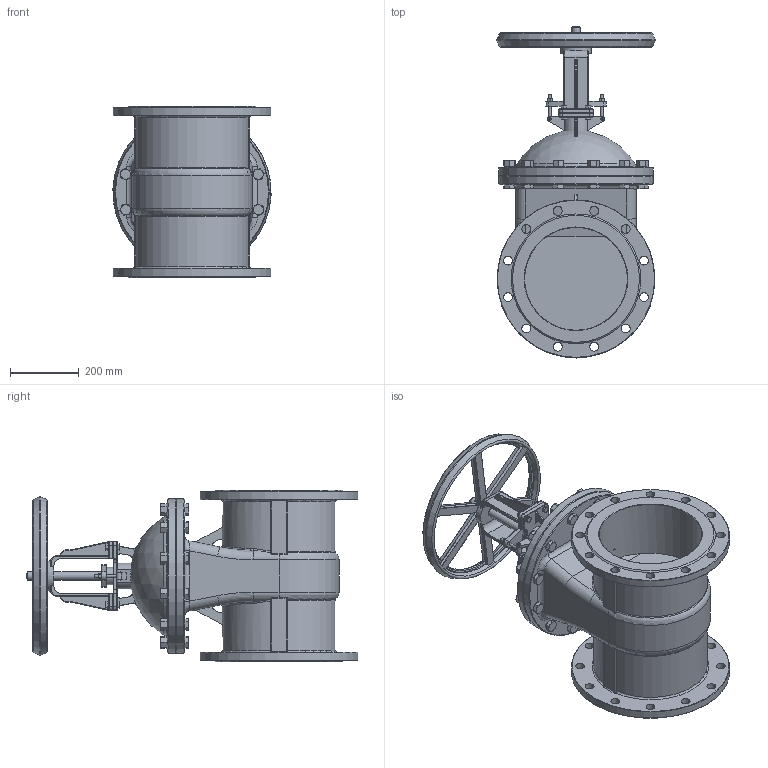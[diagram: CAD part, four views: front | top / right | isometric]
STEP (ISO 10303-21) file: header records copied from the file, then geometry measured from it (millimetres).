
FILE_DESCRIPTION(/* description */ (''),/* implementation_level */ '2;1');
FILE_NAME(/* name */ 'DN300_3D_STEP.stp',/* time_stamp */ '2024-02-08T21:05:08+03:00',/* author */ ('igorr'),/* organization */ (''),/* preprocessor_version */ 'ST-DEVELOPER v19.2',/* originating_system */ 'Autodesk Inventor 2023',/* authorisation */ '');
FILE_SCHEMA (('AUTOMOTIVE_DESIGN { 1 0 10303 214 3 1 1 }'));
Length unit declared in the file: millimetre
Products named in the file (8): Сборка; Деталь1; Деталь2; AS 1110 - M10 x 35; ANSI B18.2.4.2M - M10x1,5; ANSI B18.2.4.2M - M8x1,25; ANSI B18.2.4.2M - M20x2,5; AS 1110 - M20 x 70
Assembly tree (36 placements, depth 2):
  Сборка
    Деталь1
    Деталь2
    AS 1110 - M10 x 35  x4
    ANSI B18.2.4.2M - M10x1,5  x4
    ANSI B18.2.4.2M - M8x1,25  x2
    ANSI B18.2.4.2M - M20x2,5  x12
    AS 1110 - M20 x 70  x12
Bounding box: 461.03 x 967.25 x 500 mm (x, y, z)
Volume: 49344297.5 mm3; surface area: 2598101.8 mm2
Topology: 40 solids, 40 shells, 1450 faces, 3459 edges, 2133 vertices
Faces by surface type: plane 626, cone 323, cylinder 303, bspline 100, torus 93, sphere 5
Full cylindrical faces by diameter (mm): 6.647 x2, 7 x4, 8 x4, 8.376 x4, 10 x4, 12 x12, 15 x2, 16 x4, 17.294 x12, 20 x36, 25 x2, 26 x24, 27.9 x12, 30 x14, 50 x3, 60 x2, 75 x1, 89.009 x1, 300 x2, 350 x1, 450 x2, 460 x2
Entity records: 30740 total; most frequent: CARTESIAN_POINT 9984, ORIENTED_EDGE 4188, DIRECTION 4017, EDGE_CURVE 2094, AXIS2_PLACEMENT_3D 1605, VERTEX_POINT 1321, EDGE_LOOP 977, FACE_OUTER_BOUND 813
